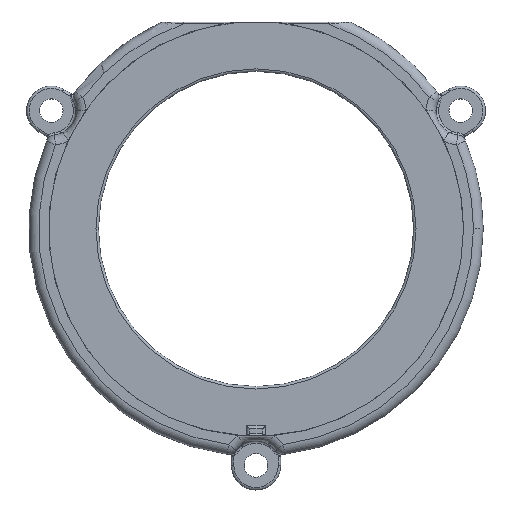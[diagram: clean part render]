
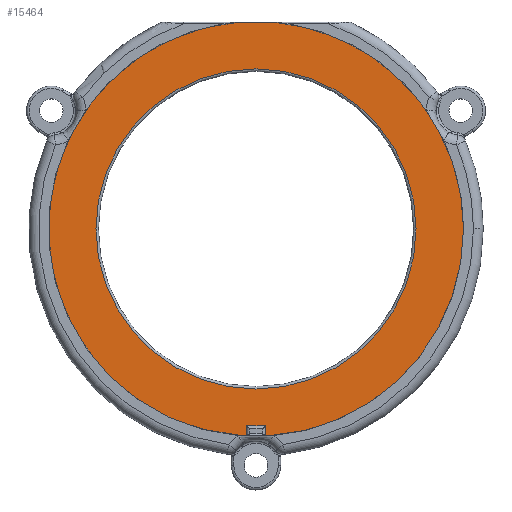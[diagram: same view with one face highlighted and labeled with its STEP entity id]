
A CAD part, top view. The second image highlights one B-rep face of the part: STEP entity #15464.
In plain terms, the highlighted planar face has unit normal (0, 0, 1).
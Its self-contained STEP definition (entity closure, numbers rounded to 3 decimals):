
#5394 = PLANE('',#5395);
#5395 = AXIS2_PLACEMENT_3D('',#5396,#5397,#5398);
#5396 = CARTESIAN_POINT('',(-30.,21.,0.));
#5397 = DIRECTION('',(0.,1.,0.));
#5398 = DIRECTION('',(0.,0.,1.));
#5517 = CYLINDRICAL_SURFACE('',#5518,21.07);
#5518 = AXIS2_PLACEMENT_3D('',#5519,#5520,#5521);
#5519 = CARTESIAN_POINT('',(0.,0.,0.));
#5520 = DIRECTION('',(0.,0.,1.));
#5521 = DIRECTION('',(1.,0.,0.));
#9268 = TOROIDAL_SURFACE('',#9269,16.25,0.25);
#9269 = AXIS2_PLACEMENT_3D('',#9270,#9271,#9272);
#9270 = CARTESIAN_POINT('',(0.,0.,0.25));
#9271 = DIRECTION('',(0.,0.,1.));
#9272 = DIRECTION('',(1.,0.,0.));
#9662 = VERTEX_POINT('',#9663);
#9663 = CARTESIAN_POINT('',(-1.716,21.,0.5));
#9685 = EDGE_CURVE('',#9686,#9662,#9688,.T.);
#9686 = VERTEX_POINT('',#9687);
#9687 = CARTESIAN_POINT('',(1.716,21.,0.5));
#9688 = SURFACE_CURVE('',#9689,(#9693,#9699),.PCURVE_S1.);
#9689 = LINE('',#9690,#9691);
#9690 = CARTESIAN_POINT('',(-15.,21.,0.5));
#9691 = VECTOR('',#9692,1.);
#9692 = DIRECTION('',(-1.,0.,0.));
#9693 = PCURVE('',#5394,#9694);
#9694 = DEFINITIONAL_REPRESENTATION('',(#9695),#9698);
#9695 = B_SPLINE_CURVE_WITH_KNOTS('',1,(#9696,#9697),.UNSPECIFIED.,.F.,
  .F.,(2,2),(-36.07,6.07),.PIECEWISE_BEZIER_KNOTS.);
#9696 = CARTESIAN_POINT('',(0.5,51.07));
#9697 = CARTESIAN_POINT('',(0.5,8.93));
#9698 = ( GEOMETRIC_REPRESENTATION_CONTEXT(2) 
PARAMETRIC_REPRESENTATION_CONTEXT() REPRESENTATION_CONTEXT('2D SPACE',''
  ) );
#9699 = PCURVE('',#9700,#9705);
#9700 = PLANE('',#9701);
#9701 = AXIS2_PLACEMENT_3D('',#9702,#9703,#9704);
#9702 = CARTESIAN_POINT('',(0.,0.,0.5));
#9703 = DIRECTION('',(0.,0.,1.));
#9704 = DIRECTION('',(1.,0.,0.));
#9705 = DEFINITIONAL_REPRESENTATION('',(#9706),#9709);
#9706 = B_SPLINE_CURVE_WITH_KNOTS('',1,(#9707,#9708),.UNSPECIFIED.,.F.,
  .F.,(2,2),(-36.07,6.07),.PIECEWISE_BEZIER_KNOTS.);
#9707 = CARTESIAN_POINT('',(21.07,21.));
#9708 = CARTESIAN_POINT('',(-21.07,21.));
#9709 = ( GEOMETRIC_REPRESENTATION_CONTEXT(2) 
PARAMETRIC_REPRESENTATION_CONTEXT() REPRESENTATION_CONTEXT('2D SPACE',''
  ) );
#10411 = EDGE_CURVE('',#9662,#10412,#10414,.T.);
#10412 = VERTEX_POINT('',#10413);
#10413 = CARTESIAN_POINT('',(-0.95,-21.049,0.5));
#10414 = SURFACE_CURVE('',#10415,(#10420,#10427),.PCURVE_S1.);
#10415 = CIRCLE('',#10416,21.07);
#10416 = AXIS2_PLACEMENT_3D('',#10417,#10418,#10419);
#10417 = CARTESIAN_POINT('',(0.,0.,0.5));
#10418 = DIRECTION('',(0.,0.,1.));
#10419 = DIRECTION('',(1.,0.,0.));
#10420 = PCURVE('',#5517,#10421);
#10421 = DEFINITIONAL_REPRESENTATION('',(#10422),#10426);
#10422 = LINE('',#10423,#10424);
#10423 = CARTESIAN_POINT('',(0.,0.5));
#10424 = VECTOR('',#10425,1.);
#10425 = DIRECTION('',(1.,0.));
#10426 = ( GEOMETRIC_REPRESENTATION_CONTEXT(2) 
PARAMETRIC_REPRESENTATION_CONTEXT() REPRESENTATION_CONTEXT('2D SPACE',''
  ) );
#10427 = PCURVE('',#9700,#10428);
#10428 = DEFINITIONAL_REPRESENTATION('',(#10429),#10433);
#10429 = CIRCLE('',#10430,21.07);
#10430 = AXIS2_PLACEMENT_2D('',#10431,#10432);
#10431 = CARTESIAN_POINT('',(0.,0.));
#10432 = DIRECTION('',(1.,0.));
#10433 = ( GEOMETRIC_REPRESENTATION_CONTEXT(2) 
PARAMETRIC_REPRESENTATION_CONTEXT() REPRESENTATION_CONTEXT('2D SPACE',''
  ) );
#10451 = PLANE('',#10452);
#10452 = AXIS2_PLACEMENT_3D('',#10453,#10454,#10455);
#10453 = CARTESIAN_POINT('',(-0.95,-22.,0.5));
#10454 = DIRECTION('',(1.,0.,0.));
#10455 = DIRECTION('',(0.,0.,1.));
#11678 = VERTEX_POINT('',#11679);
#11679 = CARTESIAN_POINT('',(0.95,-21.049,0.5));
#11693 = PLANE('',#11694);
#11694 = AXIS2_PLACEMENT_3D('',#11695,#11696,#11697);
#11695 = CARTESIAN_POINT('',(0.95,-22.,0.5));
#11696 = DIRECTION('',(1.,0.,0.));
#11697 = DIRECTION('',(0.,0.,1.));
#11704 = EDGE_CURVE('',#11678,#11705,#11707,.T.);
#11705 = VERTEX_POINT('',#11706);
#11706 = CARTESIAN_POINT('',(21.07,0.,0.5));
#11707 = SURFACE_CURVE('',#11708,(#11713,#11720),.PCURVE_S1.);
#11708 = CIRCLE('',#11709,21.07);
#11709 = AXIS2_PLACEMENT_3D('',#11710,#11711,#11712);
#11710 = CARTESIAN_POINT('',(0.,0.,0.5));
#11711 = DIRECTION('',(0.,0.,1.));
#11712 = DIRECTION('',(1.,0.,0.));
#11713 = PCURVE('',#5517,#11714);
#11714 = DEFINITIONAL_REPRESENTATION('',(#11715),#11719);
#11715 = LINE('',#11716,#11717);
#11716 = CARTESIAN_POINT('',(0.,0.5));
#11717 = VECTOR('',#11718,1.);
#11718 = DIRECTION('',(1.,0.));
#11719 = ( GEOMETRIC_REPRESENTATION_CONTEXT(2) 
PARAMETRIC_REPRESENTATION_CONTEXT() REPRESENTATION_CONTEXT('2D SPACE',''
  ) );
#11720 = PCURVE('',#9700,#11721);
#11721 = DEFINITIONAL_REPRESENTATION('',(#11722),#11726);
#11722 = CIRCLE('',#11723,21.07);
#11723 = AXIS2_PLACEMENT_2D('',#11724,#11725);
#11724 = CARTESIAN_POINT('',(0.,0.));
#11725 = DIRECTION('',(1.,0.));
#11726 = ( GEOMETRIC_REPRESENTATION_CONTEXT(2) 
PARAMETRIC_REPRESENTATION_CONTEXT() REPRESENTATION_CONTEXT('2D SPACE',''
  ) );
#11728 = EDGE_CURVE('',#11705,#9686,#11729,.T.);
#11729 = SURFACE_CURVE('',#11730,(#11735,#11742),.PCURVE_S1.);
#11730 = CIRCLE('',#11731,21.07);
#11731 = AXIS2_PLACEMENT_3D('',#11732,#11733,#11734);
#11732 = CARTESIAN_POINT('',(0.,0.,0.5));
#11733 = DIRECTION('',(0.,0.,1.));
#11734 = DIRECTION('',(1.,0.,0.));
#11735 = PCURVE('',#5517,#11736);
#11736 = DEFINITIONAL_REPRESENTATION('',(#11737),#11741);
#11737 = LINE('',#11738,#11739);
#11738 = CARTESIAN_POINT('',(6.283,0.5));
#11739 = VECTOR('',#11740,1.);
#11740 = DIRECTION('',(1.,0.));
#11741 = ( GEOMETRIC_REPRESENTATION_CONTEXT(2) 
PARAMETRIC_REPRESENTATION_CONTEXT() REPRESENTATION_CONTEXT('2D SPACE',''
  ) );
#11742 = PCURVE('',#9700,#11743);
#11743 = DEFINITIONAL_REPRESENTATION('',(#11744),#11748);
#11744 = CIRCLE('',#11745,21.07);
#11745 = AXIS2_PLACEMENT_2D('',#11746,#11747);
#11746 = CARTESIAN_POINT('',(0.,0.));
#11747 = DIRECTION('',(1.,0.));
#11748 = ( GEOMETRIC_REPRESENTATION_CONTEXT(2) 
PARAMETRIC_REPRESENTATION_CONTEXT() REPRESENTATION_CONTEXT('2D SPACE',''
  ) );
#15413 = VERTEX_POINT('',#15414);
#15414 = CARTESIAN_POINT('',(16.25,0.,0.5));
#15434 = EDGE_CURVE('',#15413,#15413,#15435,.T.);
#15435 = SURFACE_CURVE('',#15436,(#15441,#15448),.PCURVE_S1.);
#15436 = CIRCLE('',#15437,16.25);
#15437 = AXIS2_PLACEMENT_3D('',#15438,#15439,#15440);
#15438 = CARTESIAN_POINT('',(0.,0.,0.5));
#15439 = DIRECTION('',(0.,0.,1.));
#15440 = DIRECTION('',(1.,0.,0.));
#15441 = PCURVE('',#9268,#15442);
#15442 = DEFINITIONAL_REPRESENTATION('',(#15443),#15447);
#15443 = LINE('',#15444,#15445);
#15444 = CARTESIAN_POINT('',(0.,1.571));
#15445 = VECTOR('',#15446,1.);
#15446 = DIRECTION('',(1.,0.));
#15447 = ( GEOMETRIC_REPRESENTATION_CONTEXT(2) 
PARAMETRIC_REPRESENTATION_CONTEXT() REPRESENTATION_CONTEXT('2D SPACE',''
  ) );
#15448 = PCURVE('',#9700,#15449);
#15449 = DEFINITIONAL_REPRESENTATION('',(#15450),#15454);
#15450 = CIRCLE('',#15451,16.25);
#15451 = AXIS2_PLACEMENT_2D('',#15452,#15453);
#15452 = CARTESIAN_POINT('',(0.,0.));
#15453 = DIRECTION('',(1.,0.));
#15454 = ( GEOMETRIC_REPRESENTATION_CONTEXT(2) 
PARAMETRIC_REPRESENTATION_CONTEXT() REPRESENTATION_CONTEXT('2D SPACE',''
  ) );
#15464 = ADVANCED_FACE('',(#15465,#15543),#9700,.T.);
#15465 = FACE_BOUND('',#15466,.T.);
#15466 = EDGE_LOOP('',(#15467,#15468,#15469,#15470,#15471,#15494,#15522)
  );
#15467 = ORIENTED_EDGE('',*,*,#11704,.T.);
#15468 = ORIENTED_EDGE('',*,*,#11728,.T.);
#15469 = ORIENTED_EDGE('',*,*,#9685,.T.);
#15470 = ORIENTED_EDGE('',*,*,#10411,.T.);
#15471 = ORIENTED_EDGE('',*,*,#15472,.T.);
#15472 = EDGE_CURVE('',#10412,#15473,#15475,.T.);
#15473 = VERTEX_POINT('',#15474);
#15474 = CARTESIAN_POINT('',(-0.95,-20.,0.5));
#15475 = SURFACE_CURVE('',#15476,(#15480,#15487),.PCURVE_S1.);
#15476 = LINE('',#15477,#15478);
#15477 = CARTESIAN_POINT('',(-0.95,-22.,0.5));
#15478 = VECTOR('',#15479,1.);
#15479 = DIRECTION('',(0.,1.,0.));
#15480 = PCURVE('',#9700,#15481);
#15481 = DEFINITIONAL_REPRESENTATION('',(#15482),#15486);
#15482 = LINE('',#15483,#15484);
#15483 = CARTESIAN_POINT('',(-0.95,-22.));
#15484 = VECTOR('',#15485,1.);
#15485 = DIRECTION('',(0.,1.));
#15486 = ( GEOMETRIC_REPRESENTATION_CONTEXT(2) 
PARAMETRIC_REPRESENTATION_CONTEXT() REPRESENTATION_CONTEXT('2D SPACE',''
  ) );
#15487 = PCURVE('',#10451,#15488);
#15488 = DEFINITIONAL_REPRESENTATION('',(#15489),#15493);
#15489 = LINE('',#15490,#15491);
#15490 = CARTESIAN_POINT('',(0.,0.));
#15491 = VECTOR('',#15492,1.);
#15492 = DIRECTION('',(0.,-1.));
#15493 = ( GEOMETRIC_REPRESENTATION_CONTEXT(2) 
PARAMETRIC_REPRESENTATION_CONTEXT() REPRESENTATION_CONTEXT('2D SPACE',''
  ) );
#15494 = ORIENTED_EDGE('',*,*,#15495,.T.);
#15495 = EDGE_CURVE('',#15473,#15496,#15498,.T.);
#15496 = VERTEX_POINT('',#15497);
#15497 = CARTESIAN_POINT('',(0.95,-20.,0.5));
#15498 = SURFACE_CURVE('',#15499,(#15503,#15510),.PCURVE_S1.);
#15499 = LINE('',#15500,#15501);
#15500 = CARTESIAN_POINT('',(-0.95,-20.,0.5));
#15501 = VECTOR('',#15502,1.);
#15502 = DIRECTION('',(1.,0.,0.));
#15503 = PCURVE('',#9700,#15504);
#15504 = DEFINITIONAL_REPRESENTATION('',(#15505),#15509);
#15505 = LINE('',#15506,#15507);
#15506 = CARTESIAN_POINT('',(-0.95,-20.));
#15507 = VECTOR('',#15508,1.);
#15508 = DIRECTION('',(1.,0.));
#15509 = ( GEOMETRIC_REPRESENTATION_CONTEXT(2) 
PARAMETRIC_REPRESENTATION_CONTEXT() REPRESENTATION_CONTEXT('2D SPACE',''
  ) );
#15510 = PCURVE('',#15511,#15516);
#15511 = PLANE('',#15512);
#15512 = AXIS2_PLACEMENT_3D('',#15513,#15514,#15515);
#15513 = CARTESIAN_POINT('',(-0.95,-20.,0.5));
#15514 = DIRECTION('',(0.,1.,0.));
#15515 = DIRECTION('',(0.,0.,1.));
#15516 = DEFINITIONAL_REPRESENTATION('',(#15517),#15521);
#15517 = LINE('',#15518,#15519);
#15518 = CARTESIAN_POINT('',(0.,0.));
#15519 = VECTOR('',#15520,1.);
#15520 = DIRECTION('',(0.,1.));
#15521 = ( GEOMETRIC_REPRESENTATION_CONTEXT(2) 
PARAMETRIC_REPRESENTATION_CONTEXT() REPRESENTATION_CONTEXT('2D SPACE',''
  ) );
#15522 = ORIENTED_EDGE('',*,*,#15523,.F.);
#15523 = EDGE_CURVE('',#11678,#15496,#15524,.T.);
#15524 = SURFACE_CURVE('',#15525,(#15529,#15536),.PCURVE_S1.);
#15525 = LINE('',#15526,#15527);
#15526 = CARTESIAN_POINT('',(0.95,-22.,0.5));
#15527 = VECTOR('',#15528,1.);
#15528 = DIRECTION('',(0.,1.,0.));
#15529 = PCURVE('',#9700,#15530);
#15530 = DEFINITIONAL_REPRESENTATION('',(#15531),#15535);
#15531 = LINE('',#15532,#15533);
#15532 = CARTESIAN_POINT('',(0.95,-22.));
#15533 = VECTOR('',#15534,1.);
#15534 = DIRECTION('',(0.,1.));
#15535 = ( GEOMETRIC_REPRESENTATION_CONTEXT(2) 
PARAMETRIC_REPRESENTATION_CONTEXT() REPRESENTATION_CONTEXT('2D SPACE',''
  ) );
#15536 = PCURVE('',#11693,#15537);
#15537 = DEFINITIONAL_REPRESENTATION('',(#15538),#15542);
#15538 = LINE('',#15539,#15540);
#15539 = CARTESIAN_POINT('',(0.,0.));
#15540 = VECTOR('',#15541,1.);
#15541 = DIRECTION('',(0.,-1.));
#15542 = ( GEOMETRIC_REPRESENTATION_CONTEXT(2) 
PARAMETRIC_REPRESENTATION_CONTEXT() REPRESENTATION_CONTEXT('2D SPACE',''
  ) );
#15543 = FACE_BOUND('',#15544,.T.);
#15544 = EDGE_LOOP('',(#15545));
#15545 = ORIENTED_EDGE('',*,*,#15434,.F.);
